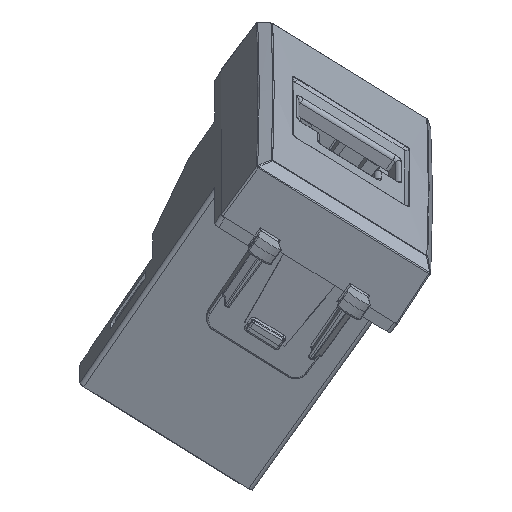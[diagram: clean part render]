
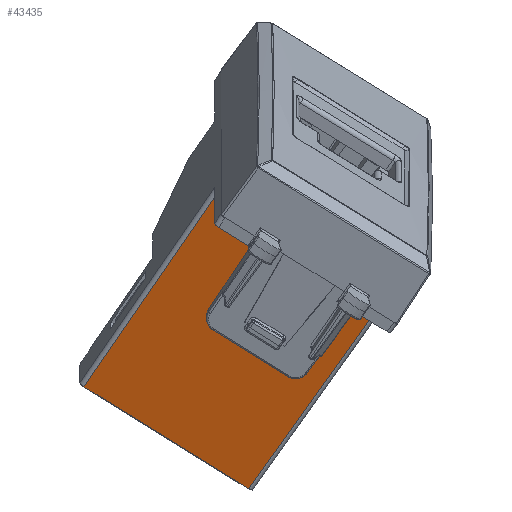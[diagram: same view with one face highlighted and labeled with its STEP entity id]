
A CAD part, front view. The second image highlights one B-rep face of the part: STEP entity #43435.
In plain terms, the highlighted face is planar.
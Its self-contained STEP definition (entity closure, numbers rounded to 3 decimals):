
#40588=CARTESIAN_POINT('Vertex',(11.399,9.54,6.877)) ;
#40594=CARTESIAN_POINT('Control Point',(11.399,9.54,6.877)) ;
#40595=CARTESIAN_POINT('Control Point',(11.359,9.6,0.)) ;
#40596=CARTESIAN_POINT('Vertex',(11.359,9.6,0.)) ;
#40633=CARTESIAN_POINT('Vertex',(11.4,9.34,7.075)) ;
#40637=CARTESIAN_POINT('Control Point',(11.4,9.34,7.075)) ;
#40638=CARTESIAN_POINT('Control Point',(11.4,9.418,7.075)) ;
#40639=CARTESIAN_POINT('Control Point',(11.4,9.497,7.034)) ;
#40640=CARTESIAN_POINT('Control Point',(11.399,9.539,6.955)) ;
#40641=CARTESIAN_POINT('Control Point',(11.399,9.54,6.877)) ;
#41170=CARTESIAN_POINT('Vertex',(11.359,-9.6,0.)) ;
#41174=CARTESIAN_POINT('Control Point',(11.399,-9.54,6.877)) ;
#41175=CARTESIAN_POINT('Control Point',(11.359,-9.6,0.)) ;
#41176=CARTESIAN_POINT('Vertex',(11.399,-9.54,6.877)) ;
#41204=CARTESIAN_POINT('Control Point',(11.4,-9.34,7.075)) ;
#41205=CARTESIAN_POINT('Control Point',(11.4,-9.418,7.075)) ;
#41206=CARTESIAN_POINT('Control Point',(11.4,-9.497,7.034)) ;
#41207=CARTESIAN_POINT('Control Point',(11.399,-9.539,6.955)) ;
#41208=CARTESIAN_POINT('Control Point',(11.399,-9.54,6.877)) ;
#41209=CARTESIAN_POINT('Vertex',(11.4,-9.34,7.075)) ;
#41290=CARTESIAN_POINT('Line Origine',(11.4,0.,7.075)) ;
#43287=CARTESIAN_POINT('Line Origine',(11.359,-10.107,0.)) ;
#43291=CARTESIAN_POINT('Vertex',(11.359,-10.614,0.)) ;
#43335=CARTESIAN_POINT('Line Origine',(11.301,-10.526,-10.024)) ;
#43339=CARTESIAN_POINT('Vertex',(11.207,-10.386,-26.125)) ;
#43370=CARTESIAN_POINT('Line Origine',(11.359,10.107,0.)) ;
#43374=CARTESIAN_POINT('Vertex',(11.359,10.614,0.)) ;
#43406=CARTESIAN_POINT('Axis2P3D Location',(11.4,0.,7.075)) ;
#43411=CARTESIAN_POINT('Line Origine',(11.283,10.5,-13.063)) ;
#43415=CARTESIAN_POINT('Vertex',(11.207,10.386,-26.125)) ;
#43418=CARTESIAN_POINT('Line Origine',(11.207,0.,-26.125)) ;
#41291=DIRECTION('Vector Direction',(0.,1.,0.)) ;
#43288=DIRECTION('Vector Direction',(0.,1.,0.)) ;
#43336=DIRECTION('Vector Direction',(-0.006,0.009,-1.)) ;
#43371=DIRECTION('Vector Direction',(0.,-1.,0.)) ;
#43407=DIRECTION('Axis2P3D Direction',(1.,0.,-0.006)) ;
#43408=DIRECTION('Axis2P3D XDirection',(-0.006,0.,-1.)) ;
#43412=DIRECTION('Vector Direction',(-0.006,-0.009,-1.)) ;
#43419=DIRECTION('Vector Direction',(0.,-1.,0.)) ;
#43409=AXIS2_PLACEMENT_3D('Plane Axis2P3D',#43406,#43407,#43408) ;
#43424=ORIENTED_EDGE('',*,*,#43417,.F.) ;
#43425=ORIENTED_EDGE('',*,*,#43376,.T.) ;
#43426=ORIENTED_EDGE('',*,*,#40598,.F.) ;
#43427=ORIENTED_EDGE('',*,*,#40642,.T.) ;
#43428=ORIENTED_EDGE('',*,*,#41294,.F.) ;
#43429=ORIENTED_EDGE('',*,*,#41211,.T.) ;
#43430=ORIENTED_EDGE('',*,*,#41178,.T.) ;
#43431=ORIENTED_EDGE('',*,*,#43293,.F.) ;
#43432=ORIENTED_EDGE('',*,*,#43341,.T.) ;
#43433=ORIENTED_EDGE('',*,*,#43422,.F.) ;
#41292=VECTOR('Line Direction',#41291,1.) ;
#43289=VECTOR('Line Direction',#43288,1.) ;
#43337=VECTOR('Line Direction',#43336,1.) ;
#43372=VECTOR('Line Direction',#43371,1.) ;
#43413=VECTOR('Line Direction',#43412,1.) ;
#43420=VECTOR('Line Direction',#43419,1.) ;
#43435=ADVANCED_FACE('PartBody',(#43434),#43410,.T.) ;
#40593=B_SPLINE_CURVE_WITH_KNOTS('',1,(#40594,#40595),.UNSPECIFIED.,.F.,.U.,(2,2),(-3.339,3.538),.UNSPECIFIED.) ;
#40636=B_SPLINE_CURVE_WITH_KNOTS('',4,(#40637,#40638,#40639,#40640,#40641),.UNSPECIFIED.,.F.,.U.,(5,5),(0.,0.441),.UNSPECIFIED.) ;
#41173=B_SPLINE_CURVE_WITH_KNOTS('',1,(#41174,#41175),.UNSPECIFIED.,.F.,.U.,(2,2),(-3.339,3.538),.UNSPECIFIED.) ;
#41203=B_SPLINE_CURVE_WITH_KNOTS('',4,(#41204,#41205,#41206,#41207,#41208),.UNSPECIFIED.,.F.,.U.,(5,5),(0.,0.441),.UNSPECIFIED.) ;
#40598=EDGE_CURVE('',#40589,#40597,#40593,.T.) ;
#40642=EDGE_CURVE('',#40589,#40634,#40636,.F.) ;
#41178=EDGE_CURVE('',#41177,#41171,#41173,.T.) ;
#41211=EDGE_CURVE('',#41210,#41177,#41203,.T.) ;
#41294=EDGE_CURVE('',#41210,#40634,#41293,.T.) ;
#43293=EDGE_CURVE('',#43292,#41171,#43290,.T.) ;
#43341=EDGE_CURVE('',#43292,#43340,#43338,.T.) ;
#43376=EDGE_CURVE('',#43375,#40597,#43373,.T.) ;
#43417=EDGE_CURVE('',#43375,#43416,#43414,.T.) ;
#43422=EDGE_CURVE('',#43416,#43340,#43421,.T.) ;
#43423=EDGE_LOOP('',(#43424,#43425,#43426,#43427,#43428,#43429,#43430,#43431,#43432,#43433)) ;
#43434=FACE_OUTER_BOUND('',#43423,.T.) ;
#41293=LINE('Line',#41290,#41292) ;
#43290=LINE('Line',#43287,#43289) ;
#43338=LINE('Line',#43335,#43337) ;
#43373=LINE('Line',#43370,#43372) ;
#43414=LINE('Line',#43411,#43413) ;
#43421=LINE('Line',#43418,#43420) ;
#43410=PLANE('',#43409) ;
#40589=VERTEX_POINT('',#40588) ;
#40597=VERTEX_POINT('',#40596) ;
#40634=VERTEX_POINT('',#40633) ;
#41171=VERTEX_POINT('',#41170) ;
#41177=VERTEX_POINT('',#41176) ;
#41210=VERTEX_POINT('',#41209) ;
#43292=VERTEX_POINT('',#43291) ;
#43340=VERTEX_POINT('',#43339) ;
#43375=VERTEX_POINT('',#43374) ;
#43416=VERTEX_POINT('',#43415) ;
